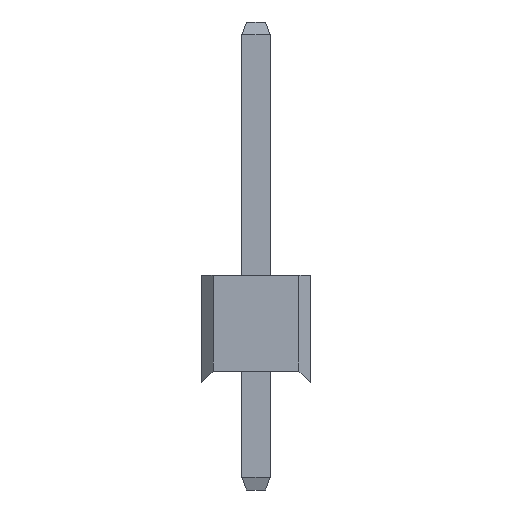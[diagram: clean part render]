
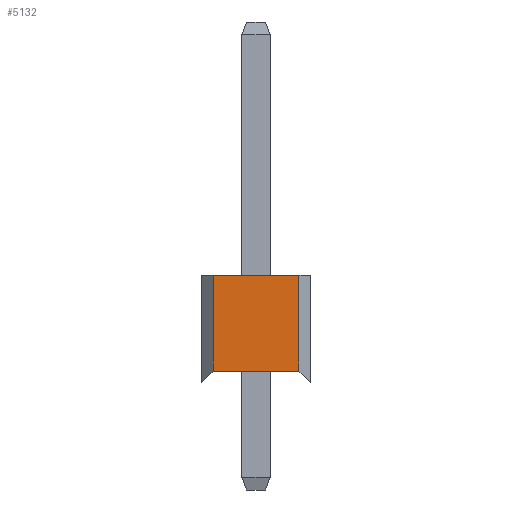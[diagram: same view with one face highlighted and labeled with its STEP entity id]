
A CAD part, front view. The second image highlights one B-rep face of the part: STEP entity #5132.
In plain terms, the highlighted planar face has unit normal (0, -1, 0).
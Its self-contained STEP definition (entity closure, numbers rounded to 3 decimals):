
#4894=CARTESIAN_POINT('',(-1.,-1.27,2.5));
#4895=VERTEX_POINT('',#4894);
#4902=CARTESIAN_POINT('',(1.,-1.27,2.5));
#4903=VERTEX_POINT('',#4902);
#4904=CARTESIAN_POINT('',(-1.,-1.27,2.5));
#4905=DIRECTION('',(1.,0.,-0.));
#4906=VECTOR('',#4905,2.);
#4907=LINE('',#4904,#4906);
#4908=EDGE_CURVE('',#4895,#4903,#4907,.T.);
#4991=CARTESIAN_POINT('',(1.,-1.27,0.27));
#4992=VERTEX_POINT('',#4991);
#5001=CARTESIAN_POINT('',(-1.,-1.27,0.27));
#5002=VERTEX_POINT('',#5001);
#5003=CARTESIAN_POINT('',(-1.,-1.27,0.27));
#5004=DIRECTION('',(1.,0.,-0.));
#5005=VECTOR('',#5004,2.);
#5006=LINE('',#5003,#5005);
#5007=EDGE_CURVE('',#5002,#4992,#5006,.T.);
#5105=CARTESIAN_POINT('',(-1.,-1.27,2.5));
#5106=DIRECTION('',(0.,0.,-1.));
#5107=VECTOR('',#5106,2.23);
#5108=LINE('',#5105,#5107);
#5109=EDGE_CURVE('',#4895,#5002,#5108,.T.);
#5116=CARTESIAN_POINT('',(-1.,-1.27,2.5));
#5117=DIRECTION('',(0.,1.,0.));
#5118=DIRECTION('',(0.,0.,1.));
#5119=AXIS2_PLACEMENT_3D('',#5116,#5117,#5118);
#5120=PLANE('',#5119);
#5121=ORIENTED_EDGE('',*,*,#5109,.T.);
#5122=ORIENTED_EDGE('',*,*,#5007,.T.);
#5123=CARTESIAN_POINT('',(1.,-1.27,2.5));
#5124=DIRECTION('',(0.,0.,-1.));
#5125=VECTOR('',#5124,2.23);
#5126=LINE('',#5123,#5125);
#5127=EDGE_CURVE('',#4903,#4992,#5126,.T.);
#5128=ORIENTED_EDGE('',*,*,#5127,.F.);
#5129=ORIENTED_EDGE('',*,*,#4908,.F.);
#5130=EDGE_LOOP('',(#5121,#5122,#5128,#5129));
#5131=FACE_BOUND('',#5130,.T.);
#5132=ADVANCED_FACE('',(#5131),#5120,.F.);
